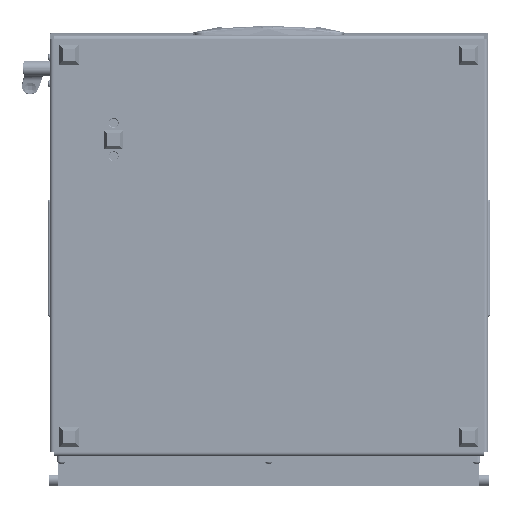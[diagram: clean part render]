
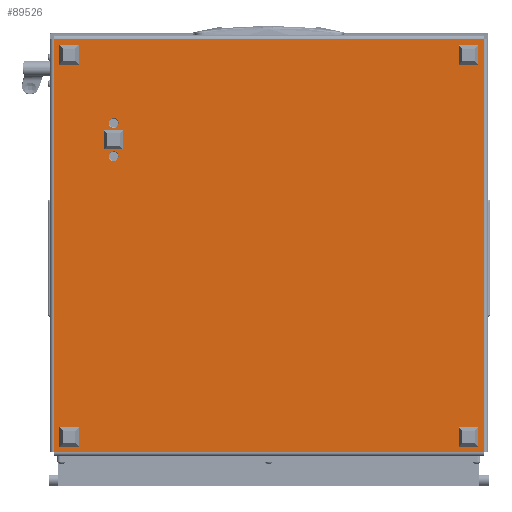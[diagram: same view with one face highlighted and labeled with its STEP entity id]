
A CAD part, front view. The second image highlights one B-rep face of the part: STEP entity #89526.
In plain terms, the highlighted face is planar.
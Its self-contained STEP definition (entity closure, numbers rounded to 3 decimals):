
#794 = CARTESIAN_POINT ( 'NONE',  ( 0., 452., 0. ) ) ;
#1199 = DIRECTION ( 'NONE',  ( 0., 0., -1. ) ) ;
#1234 = EDGE_CURVE ( 'NONE', #100637, #115350, #118173, .T. ) ;
#5383 = VERTEX_POINT ( 'NONE', #93558 ) ;
#5601 = EDGE_CURVE ( 'NONE', #84930, #87277, #12050, .T. ) ;
#6515 = DIRECTION ( 'NONE',  ( -1., 0., 0. ) ) ;
#6633 = AXIS2_PLACEMENT_3D ( 'NONE', #93791, #92546, #6515 ) ;
#7135 = FACE_OUTER_BOUND ( 'NONE', #38758, .T. ) ;
#8867 = EDGE_CURVE ( 'NONE', #87277, #24721, #72458, .T. ) ;
#12050 = LINE ( 'NONE', #90140, #109213 ) ;
#14033 = CARTESIAN_POINT ( 'NONE',  ( 130.2, 389., 0. ) ) ;
#15233 = ORIENTED_EDGE ( 'NONE', *, *, #107080, .F. ) ;
#15501 = CIRCLE ( 'NONE', #60683, 5.2 ) ;
#19978 = CARTESIAN_POINT ( 'NONE',  ( 90., 389., 0. ) ) ;
#20060 = DIRECTION ( 'NONE',  ( -1., 0., 0. ) ) ;
#20778 = ORIENTED_EDGE ( 'NONE', *, *, #5601, .T. ) ;
#24529 = CARTESIAN_POINT ( 'NONE',  ( 436., 0., 0. ) ) ;
#24721 = VERTEX_POINT ( 'NONE', #78778 ) ;
#25096 = FACE_BOUND ( 'NONE', #69136, .T. ) ;
#26824 = DIRECTION ( 'NONE',  ( -1., 0., 0. ) ) ;
#29360 = LINE ( 'NONE', #60039, #45732 ) ;
#29978 = DIRECTION ( 'NONE',  ( 0., 0., -1. ) ) ;
#32528 = DIRECTION ( 'NONE',  ( 0., -1., 0. ) ) ;
#33587 = CIRCLE ( 'NONE', #72276, 5.2 ) ;
#34077 = CARTESIAN_POINT ( 'NONE',  ( 125., 389., 0. ) ) ;
#37866 = VERTEX_POINT ( 'NONE', #58925 ) ;
#38758 = EDGE_LOOP ( 'NONE', ( #109707, #56464, #75370, #20778 ) ) ;
#40441 = EDGE_LOOP ( 'NONE', ( #15233, #98794 ) ) ;
#45732 = VECTOR ( 'NONE', #108588, 1000. ) ;
#51365 = CARTESIAN_POINT ( 'NONE',  ( 436., 452., 0. ) ) ;
#53339 = ORIENTED_EDGE ( 'NONE', *, *, #107959, .F. ) ;
#56464 = ORIENTED_EDGE ( 'NONE', *, *, #119126, .T. ) ;
#57329 = VECTOR ( 'NONE', #26824, 1000. ) ;
#58845 = ORIENTED_EDGE ( 'NONE', *, *, #1234, .F. ) ;
#58925 = CARTESIAN_POINT ( 'NONE',  ( 2., 452., 0. ) ) ;
#60039 = CARTESIAN_POINT ( 'NONE',  ( 2., 0., 0. ) ) ;
#60683 = AXIS2_PLACEMENT_3D ( 'NONE', #34077, #100902, #101308 ) ;
#64727 = CARTESIAN_POINT ( 'NONE',  ( 436., 0., 0. ) ) ;
#69136 = EDGE_LOOP ( 'NONE', ( #58845, #53339 ) ) ;
#69752 = CIRCLE ( 'NONE', #6633, 5.2 ) ;
#72276 = AXIS2_PLACEMENT_3D ( 'NONE', #89776, #117784, #90606 ) ;
#72458 = LINE ( 'NONE', #64727, #57329 ) ;
#75370 = ORIENTED_EDGE ( 'NONE', *, *, #75917, .F. ) ;
#75917 = EDGE_CURVE ( 'NONE', #84930, #37866, #76455, .T. ) ;
#76455 = LINE ( 'NONE', #110909, #82459 ) ;
#78778 = CARTESIAN_POINT ( 'NONE',  ( 2., 0., 0. ) ) ;
#82459 = VECTOR ( 'NONE', #100465, 1000. ) ;
#84930 = VERTEX_POINT ( 'NONE', #51365 ) ;
#86224 = VERTEX_POINT ( 'NONE', #14033 ) ;
#86340 = CARTESIAN_POINT ( 'NONE',  ( 95.2, 389., 0. ) ) ;
#87277 = VERTEX_POINT ( 'NONE', #24529 ) ;
#89526 = ADVANCED_FACE ( 'NONE', ( #25096, #108766, #7135 ), #106886, .T. ) ;
#89776 = CARTESIAN_POINT ( 'NONE',  ( 90., 389., 0. ) ) ;
#90140 = CARTESIAN_POINT ( 'NONE',  ( 436., 452., 0. ) ) ;
#90606 = DIRECTION ( 'NONE',  ( -1., 0., 0. ) ) ;
#90855 = AXIS2_PLACEMENT_3D ( 'NONE', #794, #1199, #20060 ) ;
#92546 = DIRECTION ( 'NONE',  ( 0., 0., -1. ) ) ;
#93558 = CARTESIAN_POINT ( 'NONE',  ( 119.8, 389., 0. ) ) ;
#93791 = CARTESIAN_POINT ( 'NONE',  ( 125., 389., 0. ) ) ;
#96749 = DIRECTION ( 'NONE',  ( -1., 0., 0. ) ) ;
#97715 = EDGE_CURVE ( 'NONE', #86224, #5383, #15501, .T. ) ;
#98794 = ORIENTED_EDGE ( 'NONE', *, *, #97715, .F. ) ;
#100465 = DIRECTION ( 'NONE',  ( -1., 0., 0. ) ) ;
#100637 = VERTEX_POINT ( 'NONE', #104946 ) ;
#100902 = DIRECTION ( 'NONE',  ( 0., 0., -1. ) ) ;
#101308 = DIRECTION ( 'NONE',  ( -1., 0., 0. ) ) ;
#101874 = AXIS2_PLACEMENT_3D ( 'NONE', #19978, #29978, #96749 ) ;
#104946 = CARTESIAN_POINT ( 'NONE',  ( 84.8, 389., 0. ) ) ;
#106886 = PLANE ( 'NONE',  #90855 ) ;
#107080 = EDGE_CURVE ( 'NONE', #5383, #86224, #69752, .T. ) ;
#107959 = EDGE_CURVE ( 'NONE', #115350, #100637, #33587, .T. ) ;
#108588 = DIRECTION ( 'NONE',  ( 0., 1., 0. ) ) ;
#108766 = FACE_BOUND ( 'NONE', #40441, .T. ) ;
#109213 = VECTOR ( 'NONE', #32528, 1000. ) ;
#109707 = ORIENTED_EDGE ( 'NONE', *, *, #8867, .T. ) ;
#110909 = CARTESIAN_POINT ( 'NONE',  ( 0., 452., 0. ) ) ;
#115350 = VERTEX_POINT ( 'NONE', #86340 ) ;
#117784 = DIRECTION ( 'NONE',  ( 0., 0., -1. ) ) ;
#118173 = CIRCLE ( 'NONE', #101874, 5.2 ) ;
#119126 = EDGE_CURVE ( 'NONE', #24721, #37866, #29360, .T. ) ;
